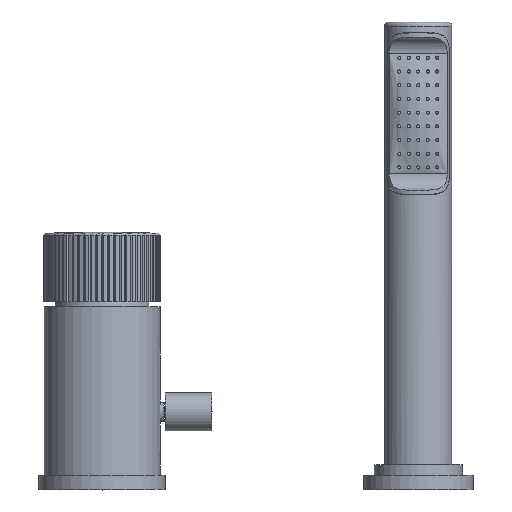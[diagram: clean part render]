
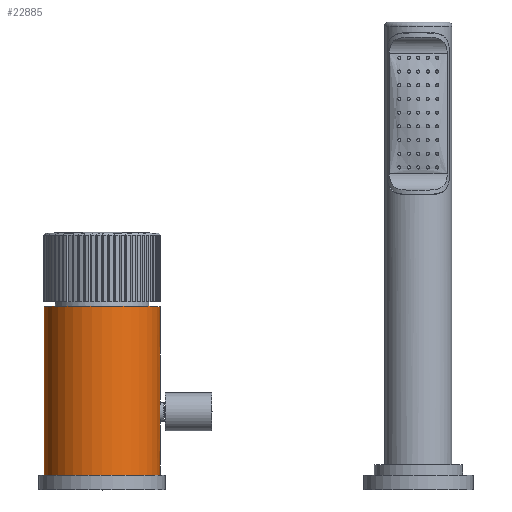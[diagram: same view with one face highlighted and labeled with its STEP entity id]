
A CAD part, top view. The second image highlights one B-rep face of the part: STEP entity #22885.
In plain terms, the highlighted cylindrical face has radius 27.5 mm (diameter 55 mm), a partial arc.
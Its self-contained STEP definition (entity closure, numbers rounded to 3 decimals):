
#7908=DIRECTION('',(0.,1.,0.));
#7909=VECTOR('',#7908,23.592);
#7910=CARTESIAN_POINT('',(27.5,0.,0.));
#7911=LINE('',#7910,#7909);
#7912=CARTESIAN_POINT('',(27.5,23.592,0.));
#8018=CARTESIAN_POINT('',(27.5,36.408,0.));
#8020=DIRECTION('',(0.,1.,0.));
#8021=VECTOR('',#8020,43.592);
#8022=CARTESIAN_POINT('',(27.5,36.408,0.));
#8023=LINE('',#8022,#8021);
#8024=CARTESIAN_POINT('',(0.,0.,0.));
#8025=DIRECTION('',(0.,1.,0.));
#8026=DIRECTION('',(-1.,0.,0.));
#8027=AXIS2_PLACEMENT_3D('',#8024,#8025,#8026);
#8029=DIRECTION('',(0.,1.,0.));
#8030=VECTOR('',#8029,80.);
#8031=CARTESIAN_POINT('',(-27.5,0.,0.));
#8032=LINE('',#8031,#8030);
#8033=CARTESIAN_POINT('',(27.5,36.408,0.));
#8034=CARTESIAN_POINT('',(27.5,36.27,0.11));
#8035=CARTESIAN_POINT('',(27.499,35.989,0.324));
#8036=CARTESIAN_POINT('',(27.493,35.55,0.623));
#8037=CARTESIAN_POINT('',(27.486,35.094,0.9));
#8038=CARTESIAN_POINT('',(27.476,34.625,1.152));
#8039=CARTESIAN_POINT('',(27.466,34.143,1.381));
#8040=CARTESIAN_POINT('',(27.455,33.649,1.583));
#8041=CARTESIAN_POINT('',(27.444,33.146,1.76));
#8042=CARTESIAN_POINT('',(27.434,32.634,1.911));
#8043=CARTESIAN_POINT('',(27.425,32.115,2.034));
#8044=CARTESIAN_POINT('',(27.417,31.591,2.13));
#8045=CARTESIAN_POINT('',(27.412,31.063,2.199));
#8046=CARTESIAN_POINT('',(27.409,30.532,2.241));
#8047=CARTESIAN_POINT('',(27.408,30.178,2.25));
#8048=CARTESIAN_POINT('',(27.408,30.,2.25));
#8050=CARTESIAN_POINT('',(27.5,23.592,0.));
#8051=CARTESIAN_POINT('',(27.5,23.73,0.11));
#8052=CARTESIAN_POINT('',(27.499,24.011,0.324));
#8053=CARTESIAN_POINT('',(27.493,24.45,0.623));
#8054=CARTESIAN_POINT('',(27.486,24.906,0.9));
#8055=CARTESIAN_POINT('',(27.476,25.375,1.152));
#8056=CARTESIAN_POINT('',(27.466,25.857,1.381));
#8057=CARTESIAN_POINT('',(27.455,26.351,1.583));
#8058=CARTESIAN_POINT('',(27.444,26.854,1.76));
#8059=CARTESIAN_POINT('',(27.434,27.366,1.911));
#8060=CARTESIAN_POINT('',(27.425,27.885,2.034));
#8061=CARTESIAN_POINT('',(27.417,28.409,2.13));
#8062=CARTESIAN_POINT('',(27.412,28.937,2.199));
#8063=CARTESIAN_POINT('',(27.409,29.468,2.241));
#8064=CARTESIAN_POINT('',(27.408,29.822,2.25));
#8065=CARTESIAN_POINT('',(27.408,30.,2.25));
#8072=CARTESIAN_POINT('',(0.,80.,0.));
#8073=DIRECTION('',(0.,1.,0.));
#8074=DIRECTION('',(-1.,0.,0.));
#8075=AXIS2_PLACEMENT_3D('',#8072,#8073,#8074);
#10398=CARTESIAN_POINT('',(27.5,80.,0.));
#10399=CARTESIAN_POINT('',(-27.5,80.,0.));
#10400=VERTEX_POINT('',#10398);
#10401=VERTEX_POINT('',#10399);
#10407=VERTEX_POINT('',#8018);
#10408=VERTEX_POINT('',#7912);
#10409=VERTEX_POINT('',#8048);
#11495=CARTESIAN_POINT('',(27.5,0.,0.));
#11496=CARTESIAN_POINT('',(-27.5,0.,0.));
#11497=VERTEX_POINT('',#11495);
#11498=VERTEX_POINT('',#11496);
#22868=CARTESIAN_POINT('',(0.,0.,0.));
#22869=DIRECTION('',(0.,1.,0.));
#22870=DIRECTION('',(1.,0.,0.));
#22871=AXIS2_PLACEMENT_3D('',#22868,#22869,#22870);
#22872=CYLINDRICAL_SURFACE('',#22871,27.5);
#22873=ORIENTED_EDGE('',*,*,#22828,.F.);
#22874=ORIENTED_EDGE('',*,*,#22856,.T.);
#22876=ORIENTED_EDGE('',*,*,#22875,.T.);
#22877=ORIENTED_EDGE('',*,*,#22852,.F.);
#22879=ORIENTED_EDGE('',*,*,#22878,.T.);
#22881=ORIENTED_EDGE('',*,*,#22880,.F.);
#22882=ORIENTED_EDGE('',*,*,#22846,.F.);
#22883=EDGE_LOOP('',(#22873,#22874,#22876,#22877,#22879,#22881,#22882));
#22884=FACE_OUTER_BOUND('',#22883,.F.);
#22885=ADVANCED_FACE('',(#22884),#22872,.T.);
#8028=CIRCLE('',#8027,27.5);
#8049=B_SPLINE_CURVE_WITH_KNOTS('',3,(#8033,#8034,#8035,#8036,#8037,#8038,#8039,
#8040,#8041,#8042,#8043,#8044,#8045,#8046,#8047,#8048),.UNSPECIFIED.,.F.,.F.,(4,
1,1,1,1,1,1,1,1,1,1,1,1,4),(0.,0.077,0.154,
0.231,0.308,0.385,0.462,
0.538,0.615,0.692,0.769,
0.846,0.923,1.),.UNSPECIFIED.);
#8066=B_SPLINE_CURVE_WITH_KNOTS('',3,(#8050,#8051,#8052,#8053,#8054,#8055,#8056,
#8057,#8058,#8059,#8060,#8061,#8062,#8063,#8064,#8065),.UNSPECIFIED.,.F.,.F.,(4,
1,1,1,1,1,1,1,1,1,1,1,1,4),(0.,0.077,0.154,
0.231,0.308,0.385,0.462,
0.538,0.615,0.692,0.769,
0.846,0.923,1.),.UNSPECIFIED.);
#8076=CIRCLE('',#8075,27.5);
#22828=EDGE_CURVE('',#11498,#11497,#8028,.T.);
#22846=EDGE_CURVE('',#11497,#10408,#7911,.T.);
#22852=EDGE_CURVE('',#10407,#10400,#8023,.T.);
#22856=EDGE_CURVE('',#11498,#10401,#8032,.T.);
#22875=EDGE_CURVE('',#10401,#10400,#8076,.T.);
#22878=EDGE_CURVE('',#10407,#10409,#8049,.T.);
#22880=EDGE_CURVE('',#10408,#10409,#8066,.T.);
